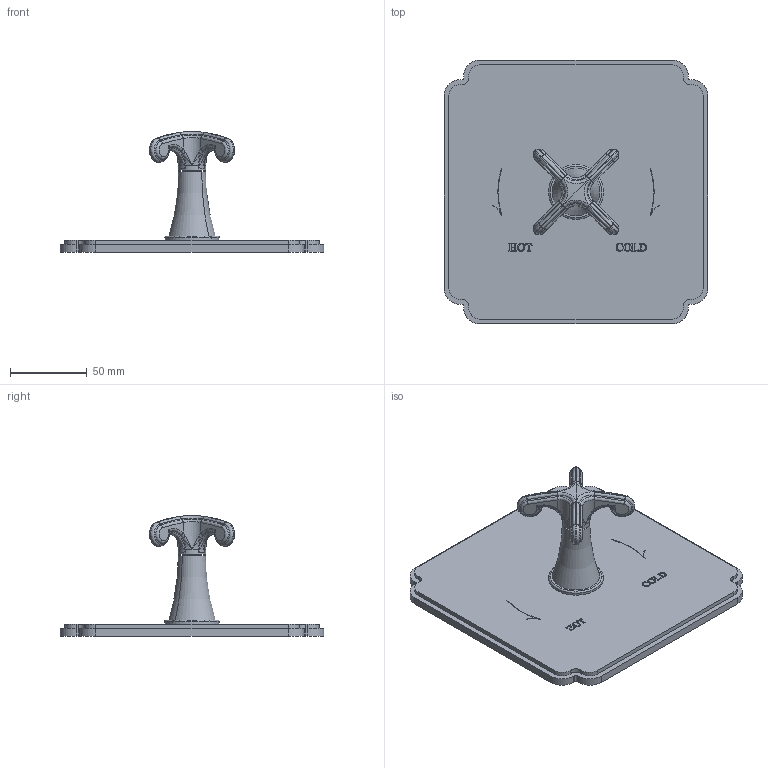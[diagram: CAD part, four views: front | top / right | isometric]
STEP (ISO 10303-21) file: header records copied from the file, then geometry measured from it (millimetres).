
FILE_DESCRIPTION((''),'2;1');
FILE_NAME('4-2524BP','2021-06-04T13:40:42',('jinson.thomas'),(''),'CREO PARAMETRIC BY PTC INC, 2018400','CREO PARAMETRIC BY PTC INC, 2018400','');
FILE_SCHEMA(('CONFIG_CONTROL_DESIGN'));
Length unit declared in the file: inch
Products named in the file (1): 4-2524BP
Bounding box: 171.45 x 171.45 x 78.28 mm (x, y, z)
Volume: 257088.6 mm3; surface area: 70629.2 mm2
Topology: 1 solids, 1 shells, 466 faces, 1174 edges, 719 vertices
Faces by surface type: bspline 160, plane 108, extrusion 99, cylinder 66, torus 20, sphere 13
Entity records: 24134 total; most frequent: CARTESIAN_POINT 14359, ORIENTED_EDGE 2332, DIRECTION 1500, EDGE_CURVE 1166, VERTEX_POINT 719, B_SPLINE_CURVE_WITH_KNOTS 564, VECTOR 514, AXIS2_PLACEMENT_3D 493
